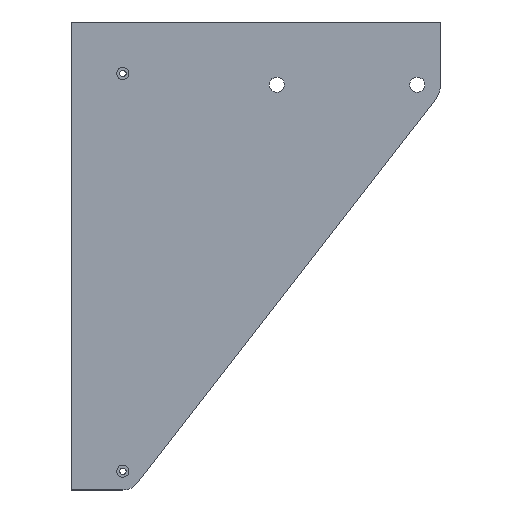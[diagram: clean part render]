
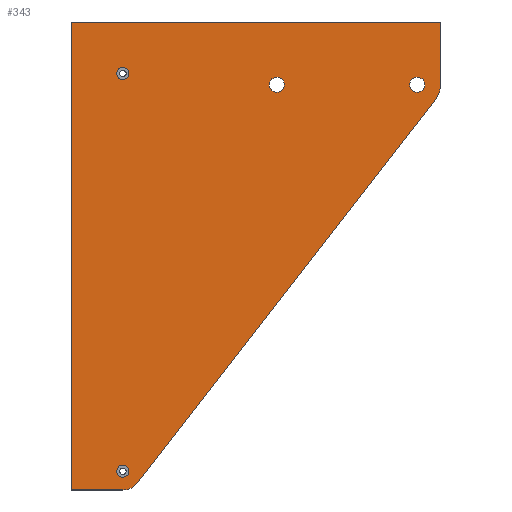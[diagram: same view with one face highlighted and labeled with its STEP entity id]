
A CAD part, top view. The second image highlights one B-rep face of the part: STEP entity #343.
In plain terms, the highlighted planar face has unit normal (0, 0, 1).
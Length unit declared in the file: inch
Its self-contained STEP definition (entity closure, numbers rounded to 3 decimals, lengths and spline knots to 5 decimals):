
#107=CARTESIAN_POINT('',(1.21068,-0.59055,0.49213));
#108=VERTEX_POINT('',#107);
#109=CARTESIAN_POINT('',(1.08268,-0.59055,0.49213));
#110=DIRECTION('',(0.0,0.0,-1.0));
#111=DIRECTION('',(1.0,0.0,0.0));
#112=AXIS2_PLACEMENT_3D('',#109,#110,#111);
#113=CIRCLE('',#112,0.128);
#114=EDGE_CURVE('',#108,#108,#113,.T.);
#175=CARTESIAN_POINT('',(1.21068,-8.95669,0.49213));
#176=VERTEX_POINT('',#175);
#177=CARTESIAN_POINT('',(1.08268,-8.95669,0.49213));
#178=DIRECTION('',(0.0,0.0,-1.0));
#179=DIRECTION('',(1.0,0.0,0.0));
#180=AXIS2_PLACEMENT_3D('',#177,#178,#179);
#181=CIRCLE('',#180,0.128);
#182=EDGE_CURVE('',#176,#176,#181,.T.);
#215=CARTESIAN_POINT('',(7.43244,-0.82677,0.49213));
#216=VERTEX_POINT('',#215);
#217=CARTESIAN_POINT('',(7.27299,-0.82677,0.49213));
#218=DIRECTION('',(0.0,0.0,-1.0));
#219=DIRECTION('',(-1.0,0.0,0.0));
#220=AXIS2_PLACEMENT_3D('',#217,#218,#219);
#221=CIRCLE('',#220,0.15945);
#222=EDGE_CURVE('',#216,#216,#221,.T.);
#243=CARTESIAN_POINT('',(4.47968,-0.82677,0.49213));
#244=VERTEX_POINT('',#243);
#245=CARTESIAN_POINT('',(4.32023,-0.82677,0.49213));
#246=DIRECTION('',(0.0,0.0,-1.0));
#247=DIRECTION('',(-1.0,0.0,0.0));
#248=AXIS2_PLACEMENT_3D('',#245,#246,#247);
#249=CIRCLE('',#248,0.15945);
#250=EDGE_CURVE('',#244,#244,#249,.T.);
#266=CARTESIAN_POINT('',(4.17286,-0.01197,0.49213));
#267=DIRECTION('',(0.0,0.0,1.0));
#268=DIRECTION('',(1.0,0.0,0.0));
#269=AXIS2_PLACEMENT_3D('',#266,#267,#268);
#270=PLANE('',#269);
#271=CARTESIAN_POINT('',(7.66164,-1.12866,0.49213));
#272=VERTEX_POINT('',#271);
#273=CARTESIAN_POINT('',(7.76511,-0.82677,0.49213));
#274=VERTEX_POINT('',#273);
#275=CARTESIAN_POINT('',(7.27299,-0.82677,0.49213));
#276=DIRECTION('',(0.,0.,1.0));
#277=DIRECTION('',(-1.0,0.,0.));
#278=AXIS2_PLACEMENT_3D('',#275,#276,#277);
#279=CIRCLE('',#278,0.49213);
#280=EDGE_CURVE('',#272,#274,#279,.T.);
#281=ORIENTED_EDGE('',*,*,#280,.T.);
#282=CARTESIAN_POINT('',(7.76511,0.49213,0.49213));
#283=VERTEX_POINT('',#282);
#284=CARTESIAN_POINT('',(7.76511,-0.82677,0.49213));
#285=DIRECTION('',(0.0,1.0,0.0));
#286=VECTOR('',#285,1.3189);
#287=LINE('',#284,#286);
#288=EDGE_CURVE('',#274,#283,#287,.T.);
#289=ORIENTED_EDGE('',*,*,#288,.T.);
#290=CARTESIAN_POINT('',(0.,0.49213,0.49213));
#291=VERTEX_POINT('',#290);
#292=CARTESIAN_POINT('',(7.76511,0.49213,0.49213));
#293=DIRECTION('',(-1.0,0.0,0.0));
#294=VECTOR('',#293,7.76511);
#295=LINE('',#292,#294);
#296=EDGE_CURVE('',#283,#291,#295,.T.);
#297=ORIENTED_EDGE('',*,*,#296,.T.);
#298=CARTESIAN_POINT('',(0.,-9.35039,0.49213));
#299=VERTEX_POINT('',#298);
#300=CARTESIAN_POINT('',(0.,0.49213,0.49213));
#301=DIRECTION('',(0.0,-1.0,0.0));
#302=VECTOR('',#301,9.84252);
#303=LINE('',#300,#302);
#304=EDGE_CURVE('',#291,#299,#303,.T.);
#305=ORIENTED_EDGE('',*,*,#304,.T.);
#306=CARTESIAN_POINT('',(1.08268,-9.35039,0.49213));
#307=VERTEX_POINT('',#306);
#308=CARTESIAN_POINT('',(0.,-9.35039,0.49213));
#309=DIRECTION('',(1.0,0.0,0.0));
#310=VECTOR('',#309,1.08268);
#311=LINE('',#308,#310);
#312=EDGE_CURVE('',#299,#307,#311,.T.);
#313=ORIENTED_EDGE('',*,*,#312,.T.);
#314=CARTESIAN_POINT('',(1.3936,-9.1982,0.49213));
#315=VERTEX_POINT('',#314);
#316=CARTESIAN_POINT('',(1.08268,-8.95669,0.49213));
#317=DIRECTION('',(0.0,0.0,1.0));
#318=DIRECTION('',(0.0,-1.0,0.0));
#319=AXIS2_PLACEMENT_3D('',#316,#317,#318);
#320=CIRCLE('',#319,0.3937);
#321=EDGE_CURVE('',#307,#315,#320,.T.);
#322=ORIENTED_EDGE('',*,*,#321,.T.);
#323=CARTESIAN_POINT('',(1.3936,-9.1982,0.49213));
#324=DIRECTION('',(0.613,0.79,0.0));
#325=VECTOR('',#324,10.21792);
#326=LINE('',#323,#325);
#327=EDGE_CURVE('',#315,#272,#326,.T.);
#328=ORIENTED_EDGE('',*,*,#327,.T.);
#329=EDGE_LOOP('',(#281,#289,#297,#305,#313,#322,#328));
#330=FACE_OUTER_BOUND('',#329,.T.);
#331=ORIENTED_EDGE('',*,*,#114,.T.);
#332=EDGE_LOOP('',(#331));
#333=FACE_BOUND('',#332,.T.);
#334=ORIENTED_EDGE('',*,*,#182,.T.);
#335=EDGE_LOOP('',(#334));
#336=FACE_BOUND('',#335,.T.);
#337=ORIENTED_EDGE('',*,*,#222,.T.);
#338=EDGE_LOOP('',(#337));
#339=FACE_BOUND('',#338,.T.);
#340=ORIENTED_EDGE('',*,*,#250,.T.);
#341=EDGE_LOOP('',(#340));
#342=FACE_BOUND('',#341,.T.);
#343=ADVANCED_FACE('',(#330,#333,#336,#339,#342),#270,.T.);
